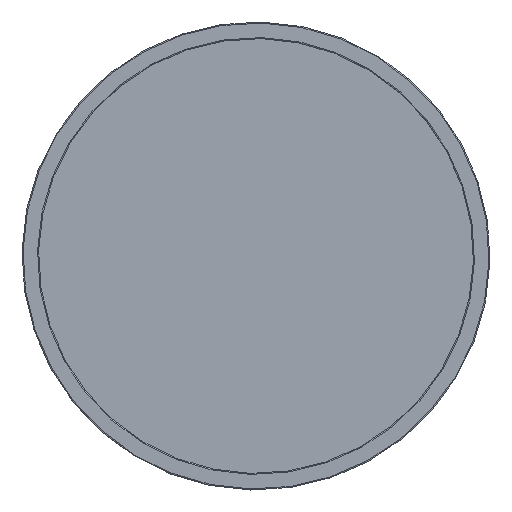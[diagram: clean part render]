
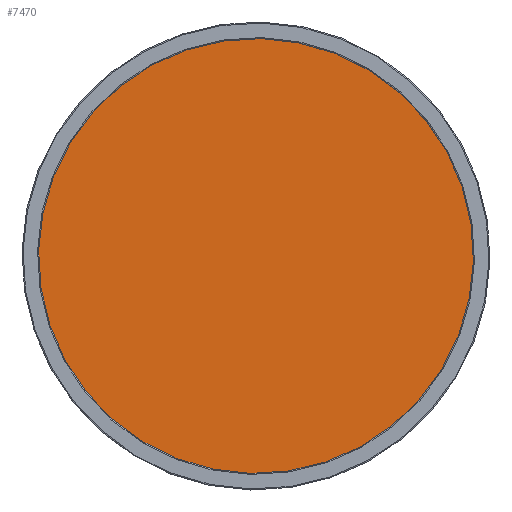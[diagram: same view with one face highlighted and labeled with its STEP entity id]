
A CAD part, front view. The second image highlights one B-rep face of the part: STEP entity #7470.
In plain terms, the highlighted face is planar.
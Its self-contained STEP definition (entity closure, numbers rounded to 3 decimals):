
#1689=FACE_OUTER_BOUND('',#2160,.T.);
#2160=EDGE_LOOP('',(#6727));
#2684=CIRCLE('',#8410,213.5);
#3432=VERTEX_POINT('',#18858);
#4534=EDGE_CURVE('',#3432,#3432,#2684,.T.);
#6727=ORIENTED_EDGE('',*,*,#4534,.F.);
#7063=PLANE('',#8412);
#7470=ADVANCED_FACE('',(#1689),#7063,.T.);
#8410=AXIS2_PLACEMENT_3D('',#18859,#10377,#10378);
#8412=AXIS2_PLACEMENT_3D('',#18861,#10381,#10382);
#10377=DIRECTION('center_axis',(-1.,0.,0.));
#10378=DIRECTION('ref_axis',(0.,0.,1.));
#10381=DIRECTION('center_axis',(1.,0.,0.));
#10382=DIRECTION('ref_axis',(0.,0.,-1.));
#18858=CARTESIAN_POINT('',(0.5,0.,-213.5));
#18859=CARTESIAN_POINT('Origin',(0.5,0.,0.));
#18861=CARTESIAN_POINT('Origin',(0.5,0.,0.));
